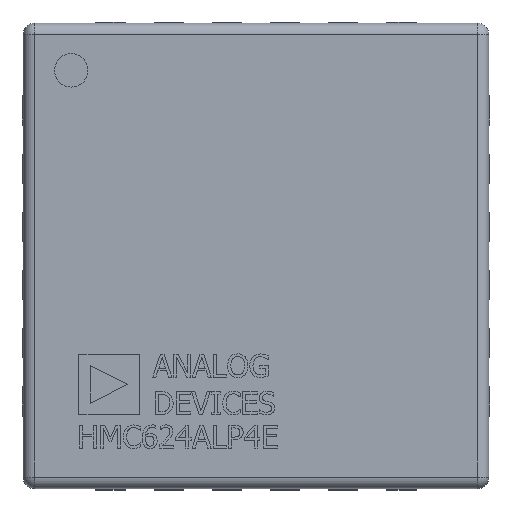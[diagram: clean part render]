
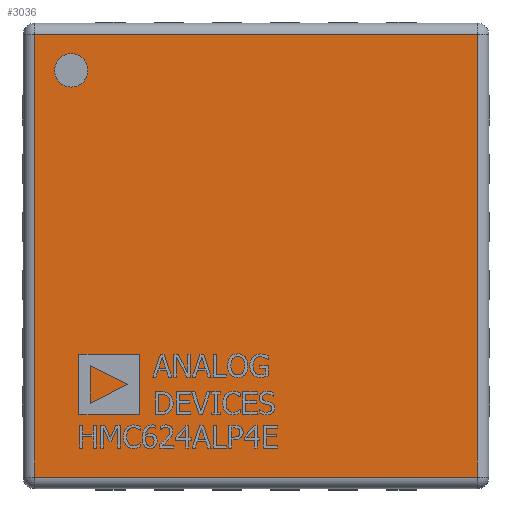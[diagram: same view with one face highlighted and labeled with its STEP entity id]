
A CAD part, top view. The second image highlights one B-rep face of the part: STEP entity #3036.
In plain terms, the highlighted planar face has unit normal (0, 0, 1).
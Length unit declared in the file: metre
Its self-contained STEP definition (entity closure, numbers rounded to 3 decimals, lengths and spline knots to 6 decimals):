
#3036 = ADVANCED_FACE( '', ( #7656 ), #7657, .T. );
#3086 = EDGE_CURVE( '', #7725, #7345, #7726, .T. );
#3322 = EDGE_CURVE( '', #6332, #7725, #8082, .T. );
#3328 = EDGE_CURVE( '', #7345, #6604, #8091, .T. );
#4600 = EDGE_CURVE( '', #6604, #6332, #9838, .T. );
#6332 = VERTEX_POINT( '', #11903 );
#6604 = VERTEX_POINT( '', #12284 );
#7345 = VERTEX_POINT( '', #13372 );
#7656 = FACE_OUTER_BOUND( '', #13831, .T. );
#7657 = PLANE( '', #13832 );
#7725 = VERTEX_POINT( '', #13943 );
#7726 = LINE( '', #13944, #13945 );
#8082 = LINE( '', #14484, #14485 );
#8091 = LINE( '', #14499, #14500 );
#9838 = LINE( '', #17213, #17214 );
#11903 = CARTESIAN_POINT( '', ( 0.0019, -0.0019, 0.0009 ) );
#12284 = CARTESIAN_POINT( '', ( 0.0019, 0.0019, 0.0009 ) );
#13372 = CARTESIAN_POINT( '', ( -0.0019, 0.0019, 0.0009 ) );
#13831 = EDGE_LOOP( '', ( #21398, #21399, #21400, #21401 ) );
#13832 = AXIS2_PLACEMENT_3D( '', #21402, #21403, #21404 );
#13943 = CARTESIAN_POINT( '', ( -0.0019, -0.0019, 0.0009 ) );
#13944 = CARTESIAN_POINT( '', ( -0.0019, 0.001, 0.0009 ) );
#13945 = VECTOR( '', #21483, 1. );
#14484 = CARTESIAN_POINT( '', ( -0.001, -0.0019, 0.0009 ) );
#14485 = VECTOR( '', #21893, 1. );
#14499 = CARTESIAN_POINT( '', ( 0.001, 0.0019, 0.0009 ) );
#14500 = VECTOR( '', #21895, 1. );
#17213 = CARTESIAN_POINT( '', ( 0.0019, -0.001, 0.0009 ) );
#17214 = VECTOR( '', #24292, 1. );
#21398 = ORIENTED_EDGE( '', *, *, #3086, .F. );
#21399 = ORIENTED_EDGE( '', *, *, #3322, .F. );
#21400 = ORIENTED_EDGE( '', *, *, #4600, .F. );
#21401 = ORIENTED_EDGE( '', *, *, #3328, .F. );
#21402 = CARTESIAN_POINT( '', ( 0., 0., 0.0009 ) );
#21403 = DIRECTION( '', ( 0., 0., 1. ) );
#21404 = DIRECTION( '', ( 1., 0., 0. ) );
#21483 = DIRECTION( '', ( 0., 1., 0. ) );
#21893 = DIRECTION( '', ( -1., 0., 0. ) );
#21895 = DIRECTION( '', ( 1., 0., 0. ) );
#24292 = DIRECTION( '', ( 0., -1., 0. ) );
